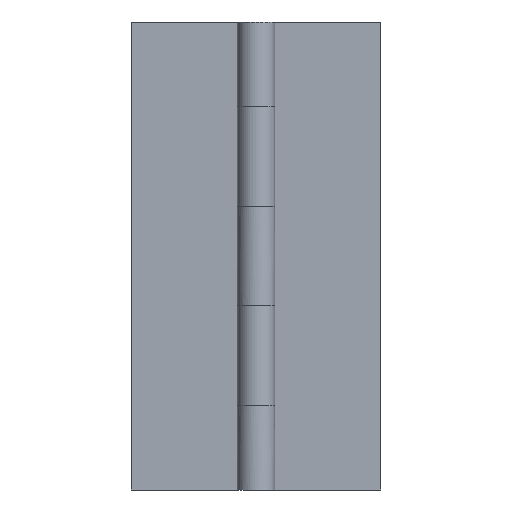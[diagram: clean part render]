
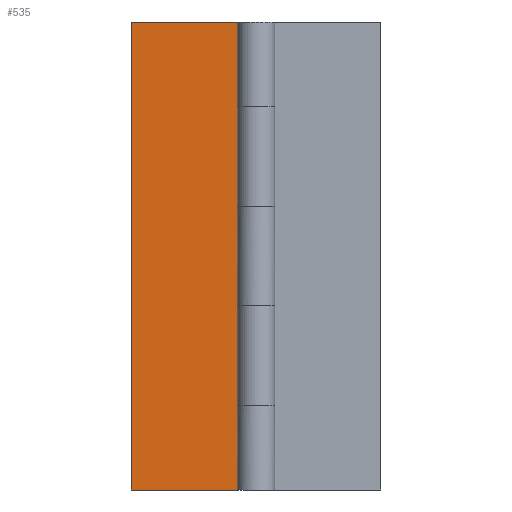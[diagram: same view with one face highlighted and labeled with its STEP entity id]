
A CAD part, front view. The second image highlights one B-rep face of the part: STEP entity #535.
In plain terms, the highlighted free-form (B-spline) face has degree [1, 1] with [2, 2] control points.
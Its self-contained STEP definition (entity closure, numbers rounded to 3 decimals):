
#79=CARTESIAN_POINT('',(-3.0,2.0,29.5));
#80=VERTEX_POINT('',#79);
#86=CARTESIAN_POINT('',(0.,2.0,29.5));
#87=VERTEX_POINT('',#86);
#88=CARTESIAN_POINT('',(-3.0,2.0,29.5));
#89=CARTESIAN_POINT('',(0.,2.0,29.5));
#90=QUASI_UNIFORM_CURVE('',1,(#88,#89),.UNSPECIFIED.,.F.,.U.);
#91=EDGE_CURVE('',#80,#87,#90,.T.);
#157=CARTESIAN_POINT('',(0.,2.0,45.5));
#158=VERTEX_POINT('',#157);
#178=CARTESIAN_POINT('',(-3.0,2.0,45.5));
#179=VERTEX_POINT('',#178);
#180=CARTESIAN_POINT('',(0.,2.0,45.5));
#181=CARTESIAN_POINT('',(-3.0,2.0,45.5));
#182=QUASI_UNIFORM_CURVE('',1,(#180,#181),.UNSPECIFIED.,.F.,.U.);
#183=EDGE_CURVE('',#158,#179,#182,.T.);
#205=CARTESIAN_POINT('',(-3.0,2.0,45.5));
#206=CARTESIAN_POINT('',(-3.0,2.0,29.5));
#207=QUASI_UNIFORM_CURVE('',1,(#205,#206),.UNSPECIFIED.,.F.,.U.);
#208=EDGE_CURVE('',#179,#80,#207,.T.);
#255=CARTESIAN_POINT('',(0.,2.0,13.5));
#256=VERTEX_POINT('',#255);
#276=CARTESIAN_POINT('',(-3.0,2.0,13.5));
#277=VERTEX_POINT('',#276);
#278=CARTESIAN_POINT('',(-3.0,2.0,13.5));
#279=CARTESIAN_POINT('',(0.,2.0,13.5));
#280=QUASI_UNIFORM_CURVE('',1,(#278,#279),.UNSPECIFIED.,.F.,.U.);
#281=EDGE_CURVE('',#277,#256,#280,.T.);
#303=CARTESIAN_POINT('',(-3.0,2.0,0.0));
#304=VERTEX_POINT('',#303);
#318=CARTESIAN_POINT('',(-3.0,2.0,0.0));
#319=CARTESIAN_POINT('',(-3.0,2.0,13.5));
#320=QUASI_UNIFORM_CURVE('',1,(#318,#319),.UNSPECIFIED.,.F.,.U.);
#321=EDGE_CURVE('',#304,#277,#320,.T.);
#340=CARTESIAN_POINT('',(-3.0,2.0,61.5));
#341=VERTEX_POINT('',#340);
#347=CARTESIAN_POINT('',(0.,2.0,61.5));
#348=VERTEX_POINT('',#347);
#349=CARTESIAN_POINT('',(0.,2.0,61.5));
#350=CARTESIAN_POINT('',(-3.0,2.0,61.5));
#351=QUASI_UNIFORM_CURVE('',1,(#349,#350),.UNSPECIFIED.,.F.,.U.);
#352=EDGE_CURVE('',#348,#341,#351,.T.);
#417=CARTESIAN_POINT('',(-3.0,2.0,75.0));
#418=VERTEX_POINT('',#417);
#424=CARTESIAN_POINT('',(-3.0,2.0,61.5));
#425=CARTESIAN_POINT('',(-3.0,2.0,75.0));
#426=QUASI_UNIFORM_CURVE('',1,(#424,#425),.UNSPECIFIED.,.F.,.U.);
#427=EDGE_CURVE('',#341,#418,#426,.T.);
#437=CARTESIAN_POINT('',(-20.0,2.0,0.0));
#438=VERTEX_POINT('',#437);
#446=CARTESIAN_POINT('',(-20.0,2.0,75.0));
#447=VERTEX_POINT('',#446);
#448=CARTESIAN_POINT('',(-20.0,2.0,75.0));
#449=CARTESIAN_POINT('',(-20.0,2.0,0.0));
#450=QUASI_UNIFORM_CURVE('',1,(#448,#449),.UNSPECIFIED.,.F.,.U.);
#451=EDGE_CURVE('',#447,#438,#450,.T.);
#480=CARTESIAN_POINT('',(-3.0,2.0,75.0));
#481=CARTESIAN_POINT('',(-20.0,2.0,75.0));
#482=QUASI_UNIFORM_CURVE('',1,(#480,#481),.UNSPECIFIED.,.F.,.U.);
#483=EDGE_CURVE('',#418,#447,#482,.T.);
#499=CARTESIAN_POINT('',(-3.0,2.0,0.0));
#500=CARTESIAN_POINT('',(-20.0,2.0,0.0));
#501=QUASI_UNIFORM_CURVE('',1,(#499,#500),.UNSPECIFIED.,.F.,.U.);
#502=EDGE_CURVE('',#304,#438,#501,.T.);
#508=CARTESIAN_POINT('',(-20.999,2.0,78.746));
#509=CARTESIAN_POINT('',(-20.999,2.0,-3.746));
#510=CARTESIAN_POINT('',(0.999,2.0,78.746));
#511=CARTESIAN_POINT('',(0.999,2.0,-3.746));
#512=B_SPLINE_SURFACE_WITH_KNOTS('',1,1,((#508,#510),(#509,#511)),.UNSPECIFIED.,.F.,.F.,.U.,(2,2),(2,2),(0.0,82.493),(0.0,21.998),.UNSPECIFIED.);
#513=ORIENTED_EDGE('',*,*,#183,.F.);
#514=CARTESIAN_POINT('',(0.,2.0,61.5));
#515=CARTESIAN_POINT('',(0.,2.0,45.5));
#516=QUASI_UNIFORM_CURVE('',1,(#514,#515),.UNSPECIFIED.,.F.,.U.);
#517=EDGE_CURVE('',#348,#158,#516,.T.);
#518=ORIENTED_EDGE('',*,*,#517,.F.);
#519=ORIENTED_EDGE('',*,*,#352,.T.);
#520=ORIENTED_EDGE('',*,*,#427,.T.);
#521=ORIENTED_EDGE('',*,*,#483,.T.);
#522=ORIENTED_EDGE('',*,*,#451,.T.);
#523=ORIENTED_EDGE('',*,*,#502,.F.);
#524=ORIENTED_EDGE('',*,*,#321,.T.);
#525=ORIENTED_EDGE('',*,*,#281,.T.);
#526=CARTESIAN_POINT('',(0.,2.0,29.5));
#527=CARTESIAN_POINT('',(0.,2.0,13.5));
#528=QUASI_UNIFORM_CURVE('',1,(#526,#527),.UNSPECIFIED.,.F.,.U.);
#529=EDGE_CURVE('',#87,#256,#528,.T.);
#530=ORIENTED_EDGE('',*,*,#529,.F.);
#531=ORIENTED_EDGE('',*,*,#91,.F.);
#532=ORIENTED_EDGE('',*,*,#208,.F.);
#533=EDGE_LOOP('',(#513,#518,#519,#520,#521,#522,#523,#524,#525,#530,#531,#532));
#534=FACE_OUTER_BOUND('',#533,.T.);
#535=ADVANCED_FACE('',(#534),#512,.T.);
